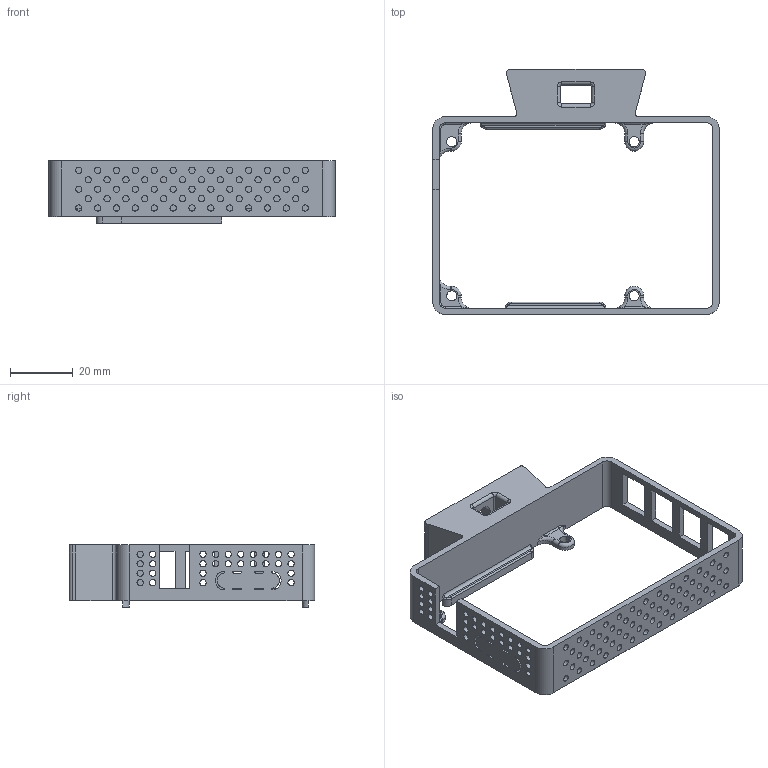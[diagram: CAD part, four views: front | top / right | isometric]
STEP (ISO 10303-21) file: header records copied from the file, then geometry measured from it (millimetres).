
FILE_DESCRIPTION(('CATIA V5 STEP','CAx-IF Rec.Pracs.--- Model Styling and Organization---1.2---2011-12-15','CAx-IF Rec.Pracs.---3D Tessellated Data Validation Properties---0.3---2012-01-09'),'2;1');
FILE_NAME('Carter Power.stp','2020-09-05T21:34:40+00:00',('none'),('none'),'Version 5-6 Release 2013','CATIA V5 STEP AP242','none');
FILE_SCHEMA(('AP242_MANAGED_MODEL_BASED_3D_ENGINEERING_MIM_LF { 1 0 10303 442 20111014 1 4}'));
Length unit declared in the file: millimetre
Products named in the file (1): Carter POWER
Bounding box: 91 x 78 x 19.8 mm (x, y, z)
Volume: 18824.9 mm3; surface area: 14936.3 mm2
Topology: 1 solids, 1 shells, 401 faces, 1151 edges, 736 vertices
Faces by surface type: cylinder 282, plane 77, torus 28, bspline 12, cone 2
Entity records: 13808 total; most frequent: CARTESIAN_POINT 3742, ORIENTED_EDGE 2286, DIRECTION 1549, EDGE_CURVE 1143, AXIS2_PLACEMENT_3D 783, VERTEX_POINT 736, EDGE_LOOP 609, CIRCLE 517
